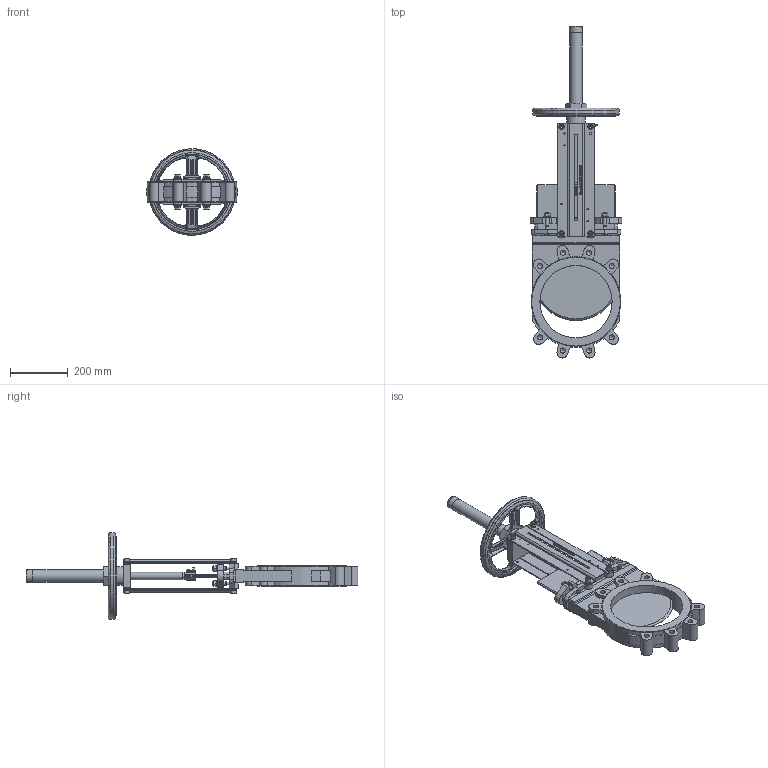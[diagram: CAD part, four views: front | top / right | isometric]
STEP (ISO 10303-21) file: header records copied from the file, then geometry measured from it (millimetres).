
FILE_DESCRIPTION(/* description */ ('170250'),/* implementation_level */ '2;1');
FILE_NAME(/* name */ '170250.stp',/* time_stamp */ '2016-02-16T15:23:46+01:00',/* author */ ('jmorand'),/* organization */ ('Sferaco'),/* preprocessor_version */ 'ST-DEVELOPER v16.1',/* originating_system */ 'Autodesk Inventor 2016',/* authorisation */ '');
FILE_SCHEMA (('AUTOMOTIVE_DESIGN { 1 0 10303 214 3 1 1 }'));
Length unit declared in the file: millimetre
Products named in the file (1): DN250
Bounding box: 317 x 1148.28 x 300 mm (x, y, z)
Volume: 6810568.3 mm3; surface area: 1082594.3 mm2
Topology: 1 solids, 14 shells, 1919 faces, 5033 edges, 3235 vertices
Faces by surface type: plane 897, bspline 488, cylinder 261, cone 236, torus 36, sphere 1
Full cylindrical faces by diameter (mm): 3.5 x2, 4.2 x6, 5 x2, 6 x6, 8 x4, 8.5 x2, 8.6 x4, 10 x1, 10.2 x12, 12 x20, 12.2 x8, 13 x6, 14 x8, 17.5 x16, 18 x8, 18.4 x8, 19.5 x1, 24 x4, 25 x2, 36.019 x1, 40 x1, 42 x1, 44 x1, 65 x1, 250 x1, 296 x1, 300 x1
Entity records: 68188 total; most frequent: CARTESIAN_POINT 25262, ORIENTED_EDGE 9536, DIRECTION 7252, EDGE_CURVE 4768, VERTEX_POINT 3159, LINE 2434, VECTOR 2434, AXIS2_PLACEMENT_3D 2409
